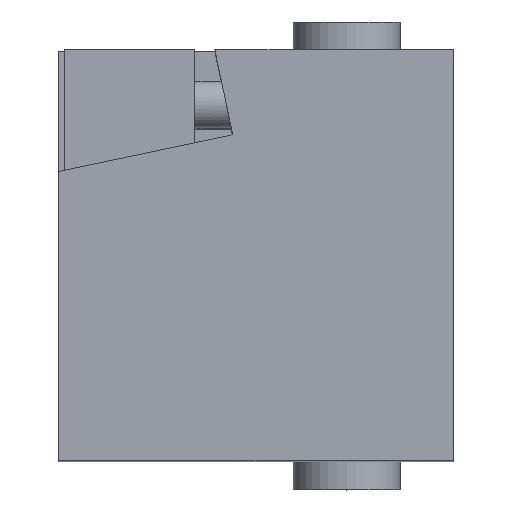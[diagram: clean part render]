
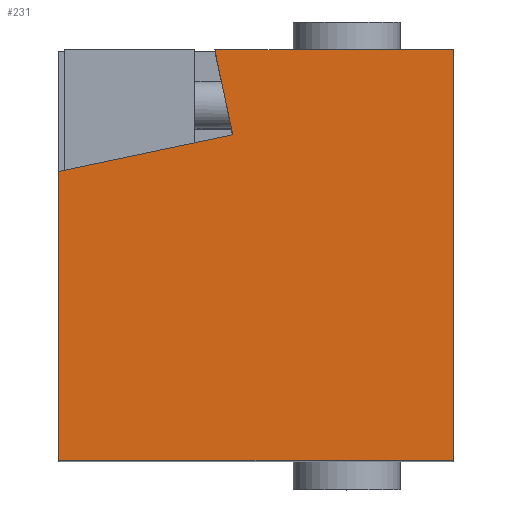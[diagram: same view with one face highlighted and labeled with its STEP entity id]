
A CAD part, top view. The second image highlights one B-rep face of the part: STEP entity #231.
In plain terms, the highlighted planar face has unit normal (0, 0, 1).
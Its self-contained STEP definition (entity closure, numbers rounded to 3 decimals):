
#69=FACE_OUTER_BOUND('',#346,.T.);
#121=LINE('',#1211,#185);
#123=LINE('',#1215,#187);
#124=LINE('',#1218,#188);
#125=LINE('',#1220,#189);
#126=LINE('',#1221,#190);
#127=LINE('',#1223,#191);
#185=VECTOR('',#978,1.);
#187=VECTOR('',#982,1.);
#188=VECTOR('',#983,1.);
#189=VECTOR('',#984,1.);
#190=VECTOR('',#985,1.);
#191=VECTOR('',#986,1.);
#231=ADVANCED_FACE('',(#69),#266,.F.);
#266=PLANE('',#813);
#346=EDGE_LOOP('',(#463,#464,#465,#466,#467,#468));
#463=ORIENTED_EDGE('',*,*,#694,.F.);
#464=ORIENTED_EDGE('',*,*,#695,.T.);
#465=ORIENTED_EDGE('',*,*,#696,.T.);
#466=ORIENTED_EDGE('',*,*,#692,.T.);
#467=ORIENTED_EDGE('',*,*,#697,.T.);
#468=ORIENTED_EDGE('',*,*,#698,.F.);
#611=VERTEX_POINT('',#1210);
#612=VERTEX_POINT('',#1212);
#613=VERTEX_POINT('',#1216);
#614=VERTEX_POINT('',#1217);
#615=VERTEX_POINT('',#1219);
#616=VERTEX_POINT('',#1222);
#692=EDGE_CURVE('',#612,#611,#121,.T.);
#694=EDGE_CURVE('',#613,#614,#123,.T.);
#695=EDGE_CURVE('',#613,#615,#124,.T.);
#696=EDGE_CURVE('',#615,#612,#125,.T.);
#697=EDGE_CURVE('',#611,#616,#126,.T.);
#698=EDGE_CURVE('',#614,#616,#127,.T.);
#813=AXIS2_PLACEMENT_3D('',#1224,#987,#988);
#978=DIRECTION('',(0.,1.,0.));
#982=DIRECTION('',(0.978,0.206,0.));
#983=DIRECTION('',(0.,-1.,0.));
#984=DIRECTION('',(1.,0.,0.));
#985=DIRECTION('',(-1.,0.,0.));
#986=DIRECTION('',(-0.206,0.978,0.));
#987=DIRECTION('',(0.,0.,-1.));
#988=DIRECTION('',(-1.,0.,0.));
#1210=CARTESIAN_POINT('',(0.,49.85,0.));
#1211=CARTESIAN_POINT('',(0.,0.,0.));
#1212=CARTESIAN_POINT('',(0.,0.,0.));
#1215=CARTESIAN_POINT('',(-48.,35.065,0.));
#1216=CARTESIAN_POINT('',(-48.,35.065,0.));
#1217=CARTESIAN_POINT('',(-26.823,39.534,0.));
#1218=CARTESIAN_POINT('',(-48.,49.85,0.));
#1219=CARTESIAN_POINT('',(-48.,0.,0.));
#1220=CARTESIAN_POINT('',(-48.,0.,0.));
#1221=CARTESIAN_POINT('',(0.,49.85,0.));
#1222=CARTESIAN_POINT('',(-29.,49.85,0.));
#1223=CARTESIAN_POINT('',(-26.823,39.534,0.));
#1224=CARTESIAN_POINT('',(0.,0.,0.));
